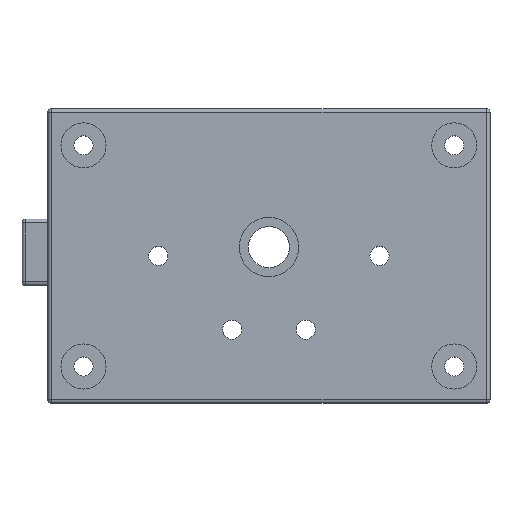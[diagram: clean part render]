
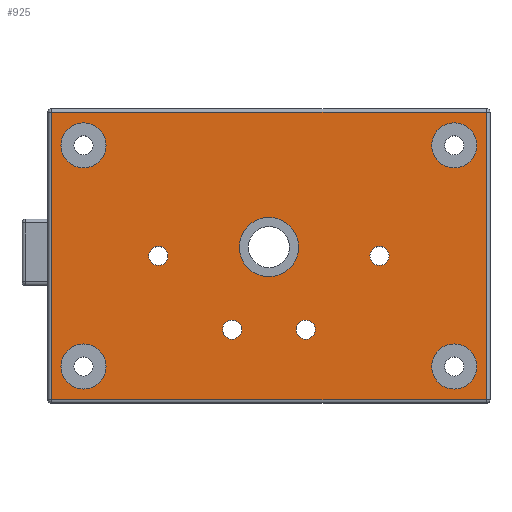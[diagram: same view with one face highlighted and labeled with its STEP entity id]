
A CAD part, top view. The second image highlights one B-rep face of the part: STEP entity #925.
In plain terms, the highlighted planar face has unit normal (0, 0, 1).
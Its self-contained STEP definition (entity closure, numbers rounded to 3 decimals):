
#25=FACE_BOUND('',#316,.T.);
#26=FACE_BOUND('',#317,.T.);
#27=FACE_BOUND('',#318,.T.);
#28=FACE_BOUND('',#319,.T.);
#29=FACE_BOUND('',#320,.T.);
#30=FACE_BOUND('',#321,.T.);
#31=FACE_BOUND('',#322,.T.);
#32=FACE_BOUND('',#323,.T.);
#33=FACE_BOUND('',#324,.T.);
#49=PLANE('',#1030);
#81=LINE('',#1494,#139);
#85=LINE('',#1517,#143);
#88=LINE('',#1521,#146);
#94=LINE('',#1536,#152);
#139=VECTOR('',#1189,10.);
#143=VECTOR('',#1215,10.);
#146=VECTOR('',#1220,10.);
#152=VECTOR('',#1236,10.);
#243=FACE_OUTER_BOUND('',#315,.T.);
#315=EDGE_LOOP('',(#768,#769,#770,#771));
#316=EDGE_LOOP('',(#772));
#317=EDGE_LOOP('',(#773));
#318=EDGE_LOOP('',(#774));
#319=EDGE_LOOP('',(#775));
#320=EDGE_LOOP('',(#776));
#321=EDGE_LOOP('',(#777));
#322=EDGE_LOOP('',(#778));
#323=EDGE_LOOP('',(#779));
#324=EDGE_LOOP('',(#780));
#406=CIRCLE('',#1031,2.6);
#407=CIRCLE('',#1032,2.6);
#408=CIRCLE('',#1033,8.05);
#409=CIRCLE('',#1034,2.6);
#410=CIRCLE('',#1035,2.6);
#411=CIRCLE('',#1036,6.125);
#412=CIRCLE('',#1037,6.125);
#413=CIRCLE('',#1038,6.125);
#414=CIRCLE('',#1039,6.125);
#455=VERTEX_POINT('',#1483);
#456=VERTEX_POINT('',#1487);
#461=VERTEX_POINT('',#1503);
#466=VERTEX_POINT('',#1513);
#482=VERTEX_POINT('',#1571);
#483=VERTEX_POINT('',#1573);
#484=VERTEX_POINT('',#1575);
#485=VERTEX_POINT('',#1577);
#486=VERTEX_POINT('',#1579);
#487=VERTEX_POINT('',#1581);
#488=VERTEX_POINT('',#1583);
#489=VERTEX_POINT('',#1585);
#490=VERTEX_POINT('',#1587);
#549=EDGE_CURVE('',#456,#455,#81,.T.);
#560=EDGE_CURVE('',#461,#466,#85,.T.);
#563=EDGE_CURVE('',#466,#456,#88,.T.);
#571=EDGE_CURVE('',#455,#461,#94,.T.);
#590=EDGE_CURVE('',#482,#482,#406,.T.);
#591=EDGE_CURVE('',#483,#483,#407,.T.);
#592=EDGE_CURVE('',#484,#484,#408,.T.);
#593=EDGE_CURVE('',#485,#485,#409,.T.);
#594=EDGE_CURVE('',#486,#486,#410,.T.);
#595=EDGE_CURVE('',#487,#487,#411,.T.);
#596=EDGE_CURVE('',#488,#488,#412,.T.);
#597=EDGE_CURVE('',#489,#489,#413,.T.);
#598=EDGE_CURVE('',#490,#490,#414,.T.);
#768=ORIENTED_EDGE('',*,*,#560,.F.);
#769=ORIENTED_EDGE('',*,*,#571,.F.);
#770=ORIENTED_EDGE('',*,*,#549,.F.);
#771=ORIENTED_EDGE('',*,*,#563,.F.);
#772=ORIENTED_EDGE('',*,*,#590,.T.);
#773=ORIENTED_EDGE('',*,*,#591,.T.);
#774=ORIENTED_EDGE('',*,*,#592,.F.);
#775=ORIENTED_EDGE('',*,*,#593,.T.);
#776=ORIENTED_EDGE('',*,*,#594,.T.);
#777=ORIENTED_EDGE('',*,*,#595,.T.);
#778=ORIENTED_EDGE('',*,*,#596,.T.);
#779=ORIENTED_EDGE('',*,*,#597,.T.);
#780=ORIENTED_EDGE('',*,*,#598,.T.);
#925=ADVANCED_FACE('',(#243,#25,#26,#27,#28,#29,#30,#31,#32,#33),#49,.T.);
#1030=AXIS2_PLACEMENT_3D('',#1570,#1273,#1274);
#1031=AXIS2_PLACEMENT_3D('',#1572,#1275,#1276);
#1032=AXIS2_PLACEMENT_3D('',#1574,#1277,#1278);
#1033=AXIS2_PLACEMENT_3D('',#1576,#1279,#1280);
#1034=AXIS2_PLACEMENT_3D('',#1578,#1281,#1282);
#1035=AXIS2_PLACEMENT_3D('',#1580,#1283,#1284);
#1036=AXIS2_PLACEMENT_3D('',#1582,#1285,#1286);
#1037=AXIS2_PLACEMENT_3D('',#1584,#1287,#1288);
#1038=AXIS2_PLACEMENT_3D('',#1586,#1289,#1290);
#1039=AXIS2_PLACEMENT_3D('',#1588,#1291,#1292);
#1189=DIRECTION('',(-1.,0.,0.));
#1215=DIRECTION('',(1.,0.,0.));
#1220=DIRECTION('',(0.,-1.,0.));
#1236=DIRECTION('',(0.,1.,0.));
#1273=DIRECTION('center_axis',(0.,0.,1.));
#1274=DIRECTION('ref_axis',(1.,0.,0.));
#1275=DIRECTION('center_axis',(0.,0.,-1.));
#1276=DIRECTION('ref_axis',(-1.,0.,0.));
#1277=DIRECTION('center_axis',(0.,0.,-1.));
#1278=DIRECTION('ref_axis',(1.,0.,0.));
#1279=DIRECTION('center_axis',(0.,0.,1.));
#1280=DIRECTION('ref_axis',(1.,0.,0.));
#1281=DIRECTION('center_axis',(0.,0.,-1.));
#1282=DIRECTION('ref_axis',(1.,0.,0.));
#1283=DIRECTION('center_axis',(0.,0.,-1.));
#1284=DIRECTION('ref_axis',(-1.,0.,0.));
#1285=DIRECTION('center_axis',(0.,0.,-1.));
#1286=DIRECTION('ref_axis',(-1.,0.,0.));
#1287=DIRECTION('center_axis',(0.,0.,-1.));
#1288=DIRECTION('ref_axis',(-1.,0.,0.));
#1289=DIRECTION('center_axis',(0.,0.,-1.));
#1290=DIRECTION('ref_axis',(-1.,0.,0.));
#1291=DIRECTION('center_axis',(0.,0.,-1.));
#1292=DIRECTION('ref_axis',(-1.,0.,0.));
#1483=CARTESIAN_POINT('',(-59.,-39.,12.));
#1487=CARTESIAN_POINT('',(59.,-39.,12.));
#1494=CARTESIAN_POINT('',(40.,-39.,12.));
#1503=CARTESIAN_POINT('',(-59.,39.,12.));
#1513=CARTESIAN_POINT('',(59.,39.,12.));
#1517=CARTESIAN_POINT('',(20.,39.,12.));
#1521=CARTESIAN_POINT('',(59.,-30.,12.));
#1536=CARTESIAN_POINT('',(-59.,-30.,12.));
#1570=CARTESIAN_POINT('Origin',(40.,-30.,12.));
#1571=CARTESIAN_POINT('',(7.4,-20.,12.));
#1572=CARTESIAN_POINT('Origin',(10.,-20.,12.));
#1573=CARTESIAN_POINT('',(-12.6,-20.,12.));
#1574=CARTESIAN_POINT('Origin',(-10.,-20.,12.));
#1575=CARTESIAN_POINT('',(-8.05,2.4,12.));
#1576=CARTESIAN_POINT('Origin',(0.,2.4,12.));
#1577=CARTESIAN_POINT('',(-32.6,0.,12.));
#1578=CARTESIAN_POINT('Origin',(-30.,0.,12.));
#1579=CARTESIAN_POINT('',(27.4,0.,12.));
#1580=CARTESIAN_POINT('Origin',(30.,0.,12.));
#1581=CARTESIAN_POINT('',(56.425,-30.,12.));
#1582=CARTESIAN_POINT('Origin',(50.3,-30.,12.));
#1583=CARTESIAN_POINT('',(-44.175,-30.,12.));
#1584=CARTESIAN_POINT('Origin',(-50.3,-30.,12.));
#1585=CARTESIAN_POINT('',(-44.175,30.,12.));
#1586=CARTESIAN_POINT('Origin',(-50.3,30.,12.));
#1587=CARTESIAN_POINT('',(56.425,30.,12.));
#1588=CARTESIAN_POINT('Origin',(50.3,30.,12.));
